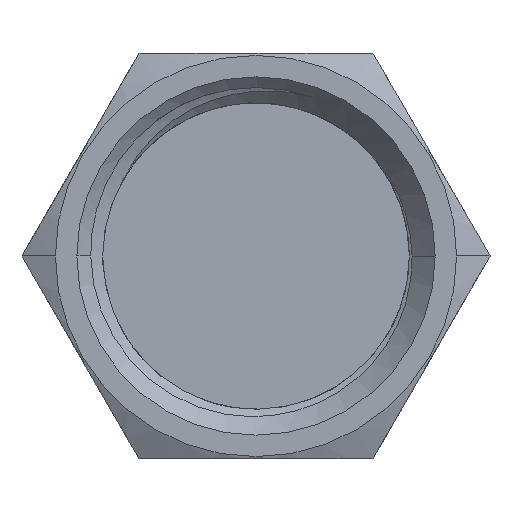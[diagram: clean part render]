
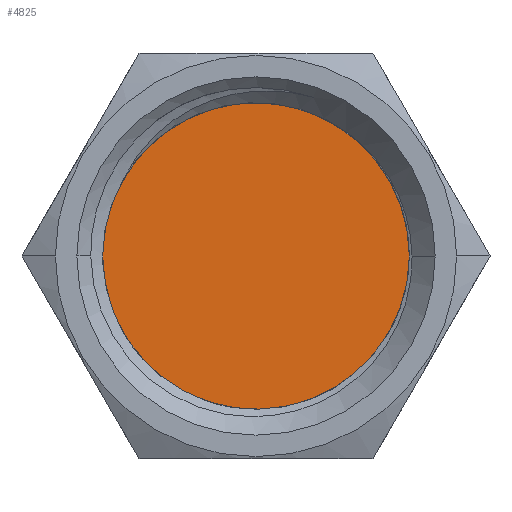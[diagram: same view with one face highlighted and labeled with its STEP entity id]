
A CAD part, left-side view. The second image highlights one B-rep face of the part: STEP entity #4825.
In plain terms, the highlighted face is planar.
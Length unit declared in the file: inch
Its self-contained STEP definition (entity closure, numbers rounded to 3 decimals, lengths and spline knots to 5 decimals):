
#17 = DIRECTION ( 'NONE',  ( 0., 0., 1. ) ) ;
#78 = CARTESIAN_POINT ( 'NONE',  ( 0., 0.094, 0.37875 ) ) ;
#83 = DIRECTION ( 'NONE',  ( 0., 1., 0. ) ) ;
#127 = DIRECTION ( 'NONE',  ( 0., 0., 1. ) ) ;
#241 = EDGE_CURVE ( 'NONE', #590, #2166, #4984, .T. ) ;
#279 = DIRECTION ( 'NONE',  ( 0., 0., 1. ) ) ;
#453 = CARTESIAN_POINT ( 'NONE',  ( 0., 0.094, 0. ) ) ;
#590 = VERTEX_POINT ( 'NONE', #78 ) ;
#1281 = DIRECTION ( 'NONE',  ( 0., 1., 0. ) ) ;
#1299 = EDGE_CURVE ( 'NONE', #2166, #590, #5310, .T. ) ;
#1653 = DIRECTION ( 'NONE',  ( 0., 1., 0. ) ) ;
#1922 = ORIENTED_EDGE ( 'NONE', *, *, #1299, .T. ) ;
#1981 = AXIS2_PLACEMENT_3D ( 'NONE', #4501, #83, #127 ) ;
#2166 = VERTEX_POINT ( 'NONE', #4793 ) ;
#2469 = CARTESIAN_POINT ( 'NONE',  ( 0., 0.094, 0. ) ) ;
#2611 = PLANE ( 'NONE',  #2973 ) ;
#2973 = AXIS2_PLACEMENT_3D ( 'NONE', #453, #1281, #17 ) ;
#3687 = EDGE_LOOP ( 'NONE', ( #1922, #4601 ) ) ;
#4501 = CARTESIAN_POINT ( 'NONE',  ( 0., 0.094, 0. ) ) ;
#4601 = ORIENTED_EDGE ( 'NONE', *, *, #241, .T. ) ;
#4655 = AXIS2_PLACEMENT_3D ( 'NONE', #2469, #1653, #279 ) ;
#4793 = CARTESIAN_POINT ( 'NONE',  ( 0., 0.094, -0.37875 ) ) ;
#4825 = ADVANCED_FACE ( 'NONE', ( #5363 ), #2611, .T. ) ;
#4984 = CIRCLE ( 'NONE', #4655, 0.37875 ) ;
#5310 = CIRCLE ( 'NONE', #1981, 0.37875 ) ;
#5363 = FACE_OUTER_BOUND ( 'NONE', #3687, .T. ) ;
